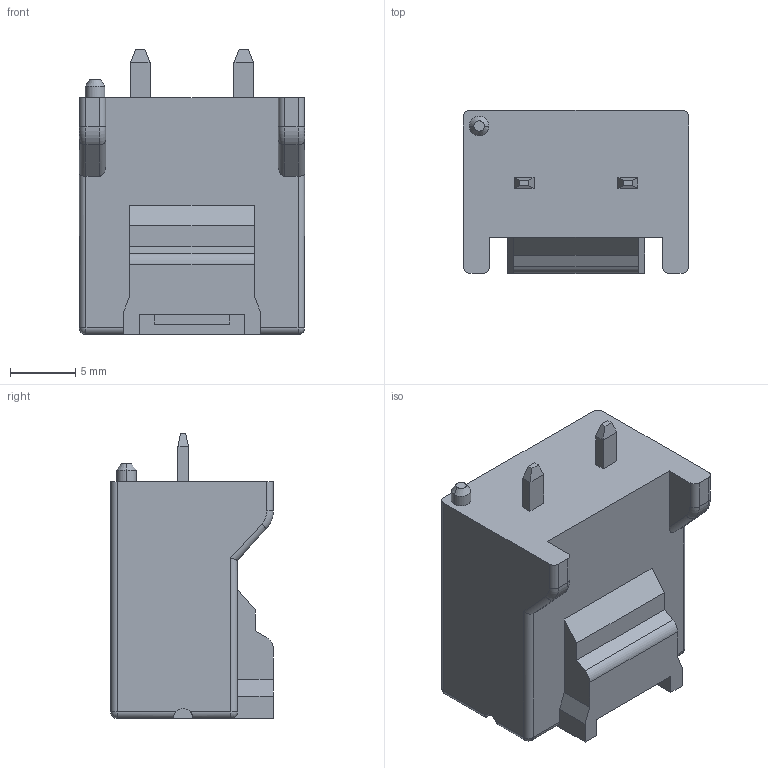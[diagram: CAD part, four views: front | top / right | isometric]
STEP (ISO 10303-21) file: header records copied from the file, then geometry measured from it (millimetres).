
FILE_DESCRIPTION(('CoCreate Modeling STEP Export'),'2;1');
FILE_NAME('DF22-2P-7.92DSA.stp','2010-03-08T17:50:37',(''),(''),'CoCreate Modeling STEP processor for AP214 (Solid Model)','CoCreate Modeling 16.00B 02-Dec-2008 (C) Parametric Technology GmbH','');
FILE_SCHEMA(('AUTOMOTIVE_DESIGN { 1 0 10303 214 1 1 1 1 }'));
Length unit declared in the file: millimetre
Products named in the file (1): DF22-2P-7.92DSA
Bounding box: 17.22 x 12.45 x 21.8 mm (x, y, z)
Volume: 2007.6 mm3; surface area: 2405.2 mm2
Topology: 1 solids, 1 shells, 116 faces, 291 edges, 178 vertices
Faces by surface type: plane 82, cylinder 24, torus 4, sphere 4, cone 2
Entity records: 3791 total; most frequent: CARTESIAN_POINT 952, ORIENTED_EDGE 574, DIRECTION 559, EDGE_CURVE 287, VECTOR 235, LINE 235, VERTEX_POINT 178, AXIS2_PLACEMENT_3D 162
